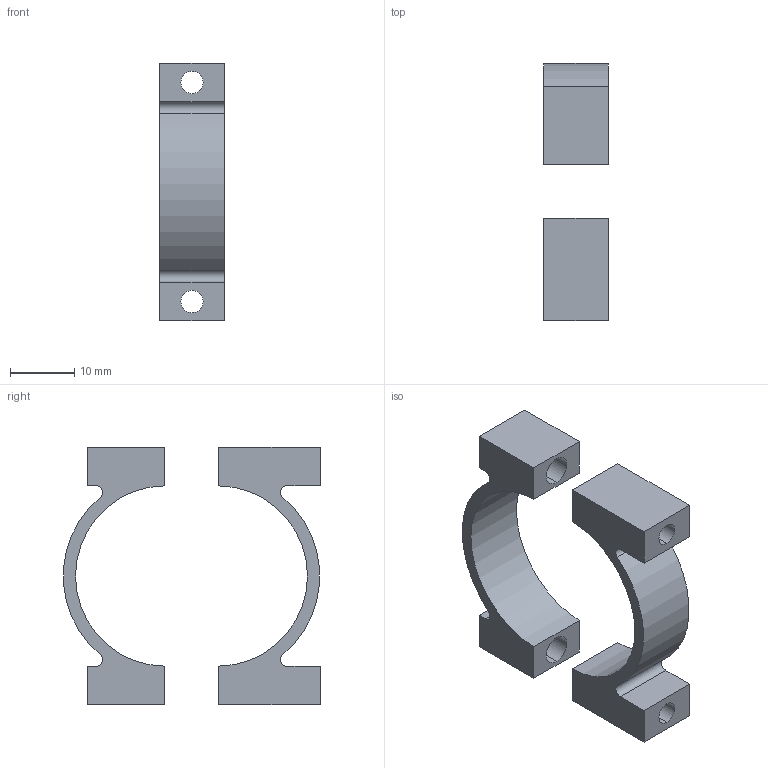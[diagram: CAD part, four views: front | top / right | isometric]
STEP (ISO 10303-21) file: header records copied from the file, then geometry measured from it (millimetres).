
FILE_DESCRIPTION (( 'STEP AP214' ), '1' );
FILE_NAME ('28mm Motor Clamp R1.STEP', '2020-07-29T19:38:03', ( 'Kurtis' ), ( '' ), 'SwSTEP 2.0', 'SolidWorks 2015', '' );
FILE_SCHEMA (( 'AUTOMOTIVE_DESIGN' ));
Length unit declared in the file: millimetre
Products named in the file (3): 28mm Motor Clamp Top R1; 28mm Motor Clamp R1; 28mm Motor Clamp Bottom R1
Assembly tree (2 placements, depth 2):
  28mm Motor Clamp R1
    28mm Motor Clamp Top R1
    28mm Motor Clamp Bottom R1
Bounding box: 10 x 39.85 x 40 mm (x, y, z)
Volume: 4129.4 mm3; surface area: 4238.1 mm2
Topology: 2 solids, 2 shells, 36 faces, 96 edges, 64 vertices
Faces by surface type: plane 20, cylinder 16
Entity records: 1302 total; most frequent: DIRECTION 210, CARTESIAN_POINT 201, ORIENTED_EDGE 192, EDGE_CURVE 96, AXIS2_PLACEMENT_3D 73, VERTEX_POINT 64, LINE 64, VECTOR 64
